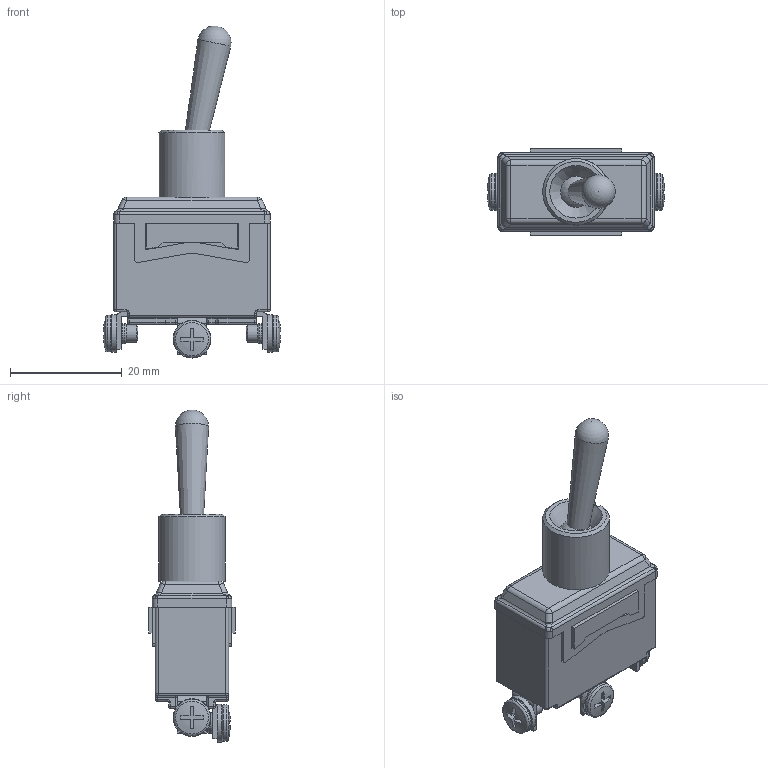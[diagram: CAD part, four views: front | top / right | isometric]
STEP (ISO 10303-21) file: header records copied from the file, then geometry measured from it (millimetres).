
FILE_DESCRIPTION(/* description */ (''),/* implementation_level */ '2;1');
FILE_NAME(/* name */ 'ST16_5_C_D_x00.stp',/* time_stamp */ '2020-12-18T10:59:30-06:00',/* author */ ('mroman'),/* organization */ (''),/* preprocessor_version */ 'ST-DEVELOPER v18',/* originating_system */ 'Autodesk Inventor 2020',/* authorisation */ '');
FILE_SCHEMA (('AUTOMOTIVE_DESIGN { 1 0 10303 214 3 1 1 }'));
Length unit declared in the file: millimetre
Products named in the file (1): ST16_5_C_D_x00
Bounding box: 31.75 x 15.5 x 59.41 mm (x, y, z)
Volume: 9928.5 mm3; surface area: 4417.3 mm2
Topology: 1 solids, 5 shells, 444 faces, 1090 edges, 670 vertices
Faces by surface type: plane 197, cylinder 134, torus 41, bspline 30, sphere 30, cone 12
Full cylindrical faces by diameter (mm): 2 x3, 3.1 x6, 3.6 x3, 5.4 x1, 6.529 x3, 6.733 x3
Entity records: 13698 total; most frequent: CARTESIAN_POINT 3128, DIRECTION 2290, ORIENTED_EDGE 2170, EDGE_CURVE 1085, AXIS2_PLACEMENT_3D 872, VERTEX_POINT 670, LINE 546, VECTOR 546
